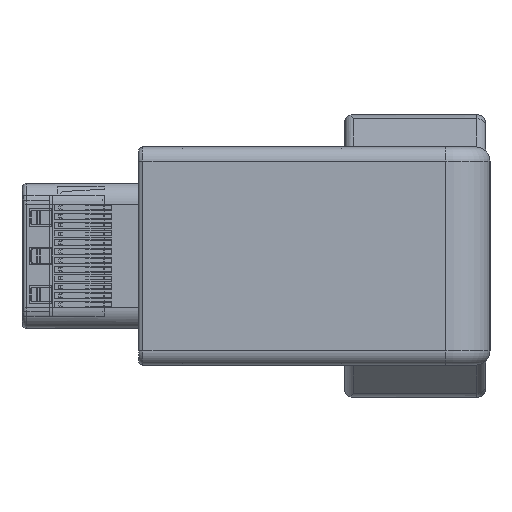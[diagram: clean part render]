
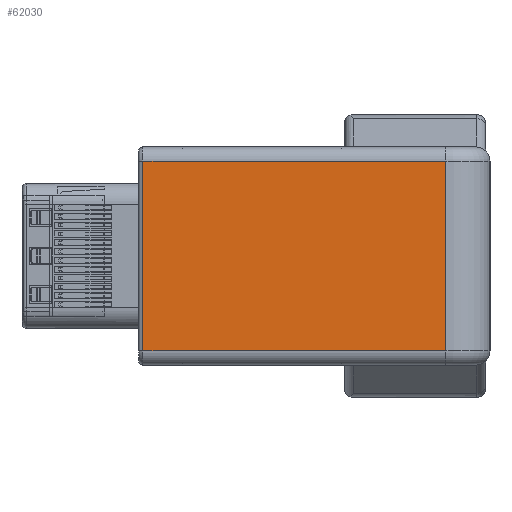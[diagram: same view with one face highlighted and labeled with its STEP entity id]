
A CAD part, left-side view. The second image highlights one B-rep face of the part: STEP entity #62030.
In plain terms, the highlighted face is planar.
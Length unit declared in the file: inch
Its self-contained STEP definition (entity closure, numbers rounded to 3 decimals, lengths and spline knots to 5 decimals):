
#5809 = VERTEX_POINT ( 'NONE', #20834 ) ;
#6268 = LINE ( 'NONE', #61568, #27408 ) ;
#11862 = CARTESIAN_POINT ( 'NONE',  ( 0.26969, 0.12795, 0.21161 ) ) ;
#15081 = CARTESIAN_POINT ( 'NONE',  ( 0.25984, 0.12795, 0.24311 ) ) ;
#18842 = VERTEX_POINT ( 'NONE', #19371 ) ;
#19371 = CARTESIAN_POINT ( 'NONE',  ( 0.94488, 0.12795, -0.21161 ) ) ;
#20834 = CARTESIAN_POINT ( 'NONE',  ( 0.94488, 0.12795, 0.21161 ) ) ;
#24111 = DIRECTION ( 'NONE',  ( 0., -1., 0. ) ) ;
#24835 = LINE ( 'NONE', #89195, #90659 ) ;
#25696 = DIRECTION ( 'NONE',  ( -1., 0., 0. ) ) ;
#27408 = VECTOR ( 'NONE', #101277, 39.37008 ) ;
#27443 = EDGE_CURVE ( 'NONE', #5809, #18842, #98295, .T. ) ;
#31423 = EDGE_CURVE ( 'NONE', #95191, #88592, #6268, .T. ) ;
#36168 = CARTESIAN_POINT ( 'NONE',  ( 0.26969, 0.12795, -0.21161 ) ) ;
#37966 = EDGE_LOOP ( 'NONE', ( #76937, #89405, #45742, #102636 ) ) ;
#40014 = LINE ( 'NONE', #79629, #57434 ) ;
#45742 = ORIENTED_EDGE ( 'NONE', *, *, #83376, .T. ) ;
#46614 = DIRECTION ( 'NONE',  ( 1., 0., 0. ) ) ;
#48515 = VECTOR ( 'NONE', #69558, 39.37008 ) ;
#49931 = EDGE_CURVE ( 'NONE', #18842, #95191, #24835, .T. ) ;
#54676 = DIRECTION ( 'NONE',  ( 1., 0., 0. ) ) ;
#57434 = VECTOR ( 'NONE', #54676, 39.37008 ) ;
#61568 = CARTESIAN_POINT ( 'NONE',  ( 0.26969, 0.12795, 0.24311 ) ) ;
#62030 = ADVANCED_FACE ( 'NONE', ( #65584 ), #95291, .F. ) ;
#65584 = FACE_OUTER_BOUND ( 'NONE', #37966, .T. ) ;
#68851 = CARTESIAN_POINT ( 'NONE',  ( 0.94488, 0.12795, 0.24311 ) ) ;
#69558 = DIRECTION ( 'NONE',  ( 0., 0., -1. ) ) ;
#76937 = ORIENTED_EDGE ( 'NONE', *, *, #49931, .T. ) ;
#79629 = CARTESIAN_POINT ( 'NONE',  ( 0.25984, 0.12795, 0.21161 ) ) ;
#83376 = EDGE_CURVE ( 'NONE', #88592, #5809, #40014, .T. ) ;
#88592 = VERTEX_POINT ( 'NONE', #11862 ) ;
#89195 = CARTESIAN_POINT ( 'NONE',  ( 0.25984, 0.12795, -0.21161 ) ) ;
#89405 = ORIENTED_EDGE ( 'NONE', *, *, #31423, .T. ) ;
#90659 = VECTOR ( 'NONE', #25696, 39.37008 ) ;
#94136 = AXIS2_PLACEMENT_3D ( 'NONE', #15081, #24111, #46614 ) ;
#95191 = VERTEX_POINT ( 'NONE', #36168 ) ;
#95291 = PLANE ( 'NONE',  #94136 ) ;
#98295 = LINE ( 'NONE', #68851, #48515 ) ;
#101277 = DIRECTION ( 'NONE',  ( 0., 0., 1. ) ) ;
#102636 = ORIENTED_EDGE ( 'NONE', *, *, #27443, .T. ) ;
